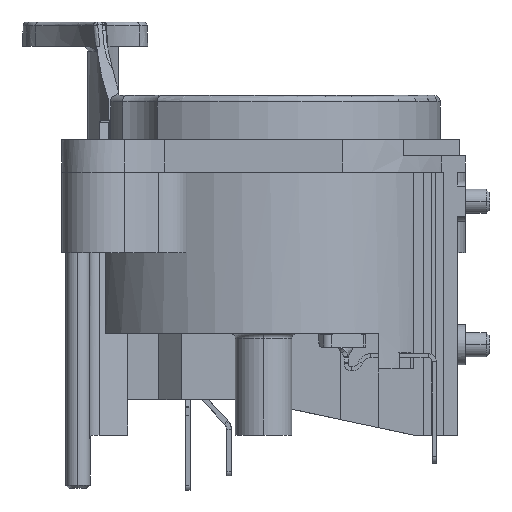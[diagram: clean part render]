
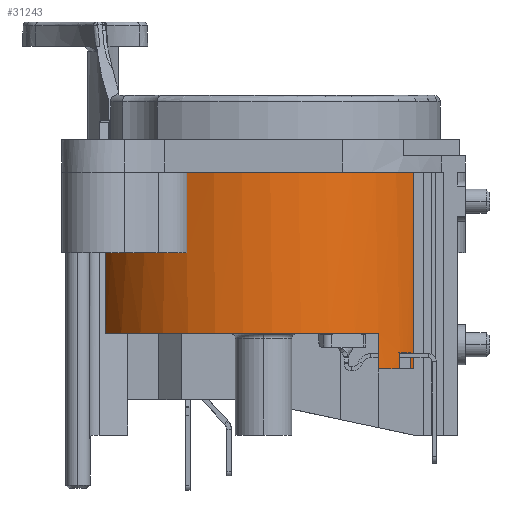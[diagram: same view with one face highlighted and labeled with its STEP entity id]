
A CAD part, left-side view. The second image highlights one B-rep face of the part: STEP entity #31243.
In plain terms, the highlighted cylindrical face has radius 11 mm (diameter 22 mm), a partial arc.
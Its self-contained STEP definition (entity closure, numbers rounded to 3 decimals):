
#1687=CARTESIAN_POINT('',(0.,0.,-14.7));
#1688=DIRECTION('',(0.,0.,-1.));
#1689=DIRECTION('',(-0.764,-0.645,0.));
#1690=AXIS2_PLACEMENT_3D('',#1687,#1688,#1689);
#4425=DIRECTION('',(0.,0.,1.));
#4426=VECTOR('',#4425,12.2);
#4427=CARTESIAN_POINT('',(-5.9,-9.284,-16.9));
#4428=LINE('',#4427,#4426);
#4604=DIRECTION('',(0.,0.,-1.));
#4605=VECTOR('',#4604,0.05);
#4606=CARTESIAN_POINT('',(-6.2,-9.086,-15.9));
#4607=LINE('',#4606,#4605);
#4612=DIRECTION('',(0.,0.,-1.));
#4613=VECTOR('',#4612,0.7);
#4614=CARTESIAN_POINT('',(-6.2,-9.086,-16.2));
#4615=LINE('',#4614,#4613);
#4636=DIRECTION('',(0.,0.,-1.));
#4637=VECTOR('',#4636,2.2);
#4638=CARTESIAN_POINT('',(-8.402,-7.1,-14.7));
#4639=LINE('',#4638,#4637);
#4801=DIRECTION('',(0.,0.,-1.));
#4802=VECTOR('',#4801,1.);
#4803=CARTESIAN_POINT('',(-7.05,-8.444,-15.9));
#4804=LINE('',#4803,#4802);
#4849=CARTESIAN_POINT('',(0.,0.,-15.9));
#4850=DIRECTION('',(0.,0.,-1.));
#4851=DIRECTION('',(-0.564,-0.826,0.));
#4852=AXIS2_PLACEMENT_3D('',#4849,#4850,#4851);
#4858=DIRECTION('',(0.,0.,1.));
#4859=VECTOR('',#4858,10.);
#4860=CARTESIAN_POINT('',(-5.059,9.768,-14.7));
#4861=LINE('',#4860,#4859);
#4862=DIRECTION('',(0.,0.,-1.));
#4863=VECTOR('',#4862,5.);
#4864=CARTESIAN_POINT('',(-9.924,4.745,-4.7));
#4865=LINE('',#4864,#4863);
#4866=DIRECTION('',(0.,0.,-1.));
#4867=VECTOR('',#4866,0.25);
#4868=CARTESIAN_POINT('',(-6.2,-9.086,-15.95));
#4869=LINE('',#4868,#4867);
#4935=CARTESIAN_POINT('',(0.,0.,-9.7));
#4936=DIRECTION('',(0.,0.,-1.));
#4937=DIRECTION('',(-0.902,0.431,0.));
#4938=AXIS2_PLACEMENT_3D('',#4935,#4936,#4937);
#5055=CARTESIAN_POINT('',(0.,0.,-4.7));
#5056=DIRECTION('',(0.,0.,1.));
#5057=DIRECTION('',(-0.46,0.888,0.));
#5058=AXIS2_PLACEMENT_3D('',#5055,#5056,#5057);
#5101=CARTESIAN_POINT('',(0.,0.,-4.7));
#5102=DIRECTION('',(0.,0.,-1.));
#5103=DIRECTION('',(-0.536,-0.844,0.));
#5104=AXIS2_PLACEMENT_3D('',#5101,#5102,#5103);
#5981=DIRECTION('',(0.,0.,1.));
#5982=VECTOR('',#5981,5.);
#5983=CARTESIAN_POINT('',(-5.656,9.435,-9.7));
#5984=LINE('',#5983,#5982);
#11360=CARTESIAN_POINT('',(0.,0.,-16.9));
#11361=DIRECTION('',(0.,0.,-1.));
#11362=DIRECTION('',(-0.536,-0.844,0.));
#11363=AXIS2_PLACEMENT_3D('',#11360,#11361,#11362);
#11385=CARTESIAN_POINT('',(0.,0.,-16.9));
#11386=DIRECTION('',(0.,0.,-1.));
#11387=DIRECTION('',(-0.641,-0.768,0.));
#11388=AXIS2_PLACEMENT_3D('',#11385,#11386,#11387);
#20202=CARTESIAN_POINT('',(-9.924,4.745,-4.7));
#20204=VERTEX_POINT('',#20202);
#20222=CARTESIAN_POINT('',(-9.924,4.745,-9.7));
#20223=VERTEX_POINT('',#20222);
#20224=CARTESIAN_POINT('',(-5.9,-9.284,-4.7));
#20225=VERTEX_POINT('',#20224);
#20310=CARTESIAN_POINT('',(-5.059,9.768,-4.7));
#20311=CARTESIAN_POINT('',(-5.656,9.435,-4.7));
#20312=VERTEX_POINT('',#20310);
#20313=VERTEX_POINT('',#20311);
#20314=CARTESIAN_POINT('',(-5.656,9.435,-9.7));
#20316=VERTEX_POINT('',#20314);
#20354=CARTESIAN_POINT('',(-5.059,9.768,-14.7));
#20355=VERTEX_POINT('',#20354);
#20555=CARTESIAN_POINT('',(-8.402,-7.1,-14.7));
#20556=VERTEX_POINT('',#20555);
#20581=CARTESIAN_POINT('',(-7.05,-8.444,-16.9));
#20582=CARTESIAN_POINT('',(-8.402,-7.1,-16.9));
#20583=VERTEX_POINT('',#20581);
#20584=VERTEX_POINT('',#20582);
#20585=CARTESIAN_POINT('',(-7.05,-8.444,-15.9));
#20586=VERTEX_POINT('',#20585);
#20591=CARTESIAN_POINT('',(-5.9,-9.284,-16.9));
#20592=VERTEX_POINT('',#20591);
#20593=CARTESIAN_POINT('',(-6.2,-9.086,-15.9));
#20594=VERTEX_POINT('',#20593);
#20597=CARTESIAN_POINT('',(-6.2,-9.086,-16.9));
#20598=VERTEX_POINT('',#20597);
#23157=CARTESIAN_POINT('',(-6.2,-9.086,-15.95));
#23158=CARTESIAN_POINT('',(-6.2,-9.086,-16.2));
#23159=VERTEX_POINT('',#23157);
#23160=VERTEX_POINT('',#23158);
#31211=CARTESIAN_POINT('',(0.,0.,-13.5));
#31212=DIRECTION('',(0.,0.,-1.));
#31213=DIRECTION('',(-1.,0.,0.));
#31214=AXIS2_PLACEMENT_3D('',#31211,#31212,#31213);
#31215=CYLINDRICAL_SURFACE('',#31214,11.);
#31216=ORIENTED_EDGE('',*,*,#30849,.F.);
#31217=ORIENTED_EDGE('',*,*,#31186,.T.);
#31218=ORIENTED_EDGE('',*,*,#31112,.T.);
#31220=ORIENTED_EDGE('',*,*,#31219,.T.);
#31221=ORIENTED_EDGE('',*,*,#30884,.F.);
#31222=ORIENTED_EDGE('',*,*,#26538,.T.);
#31224=ORIENTED_EDGE('',*,*,#31223,.T.);
#31226=ORIENTED_EDGE('',*,*,#31225,.T.);
#31228=ORIENTED_EDGE('',*,*,#31227,.F.);
#31230=ORIENTED_EDGE('',*,*,#31229,.F.);
#31232=ORIENTED_EDGE('',*,*,#31231,.F.);
#31234=ORIENTED_EDGE('',*,*,#31233,.F.);
#31235=ORIENTED_EDGE('',*,*,#30584,.F.);
#31237=ORIENTED_EDGE('',*,*,#31236,.T.);
#31238=ORIENTED_EDGE('',*,*,#30861,.F.);
#31240=ORIENTED_EDGE('',*,*,#31239,.F.);
#31241=EDGE_LOOP('',(#31216,#31217,#31218,#31220,#31221,#31222,#31224,#31226,
#31228,#31230,#31232,#31234,#31235,#31237,#31238,#31240));
#31242=FACE_OUTER_BOUND('',#31241,.F.);
#31243=ADVANCED_FACE('',(#31242),#31215,.T.);
#1691=CIRCLE('',#1690,11.);
#4853=CIRCLE('',#4852,11.);
#4939=CIRCLE('',#4938,11.);
#5059=CIRCLE('',#5058,11.);
#5105=CIRCLE('',#5104,11.);
#11364=CIRCLE('',#11363,11.);
#11389=CIRCLE('',#11388,11.);
#26538=EDGE_CURVE('',#20556,#20355,#1691,.T.);
#30584=EDGE_CURVE('',#20592,#20225,#4428,.T.);
#30849=EDGE_CURVE('',#20594,#23159,#4607,.T.);
#30861=EDGE_CURVE('',#23160,#20598,#4615,.T.);
#30884=EDGE_CURVE('',#20556,#20584,#4639,.T.);
#31112=EDGE_CURVE('',#20586,#20583,#4804,.T.);
#31186=EDGE_CURVE('',#20594,#20586,#4853,.T.);
#31219=EDGE_CURVE('',#20583,#20584,#11389,.T.);
#31223=EDGE_CURVE('',#20355,#20312,#4861,.T.);
#31225=EDGE_CURVE('',#20312,#20313,#5059,.T.);
#31227=EDGE_CURVE('',#20316,#20313,#5984,.T.);
#31229=EDGE_CURVE('',#20223,#20316,#4939,.T.);
#31231=EDGE_CURVE('',#20204,#20223,#4865,.T.);
#31233=EDGE_CURVE('',#20225,#20204,#5105,.T.);
#31236=EDGE_CURVE('',#20592,#20598,#11364,.T.);
#31239=EDGE_CURVE('',#23159,#23160,#4869,.T.);
